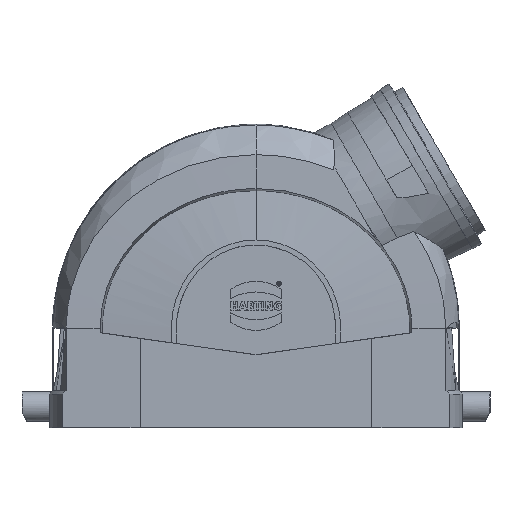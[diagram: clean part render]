
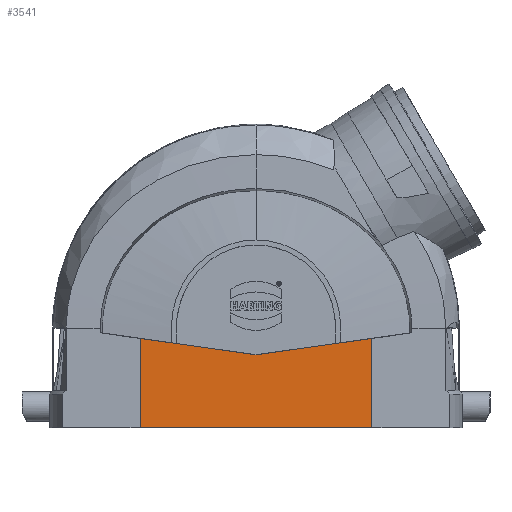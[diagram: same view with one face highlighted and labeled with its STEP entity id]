
A CAD part, front view. The second image highlights one B-rep face of the part: STEP entity #3541.
In plain terms, the highlighted planar face has unit normal (0, -1, 0).
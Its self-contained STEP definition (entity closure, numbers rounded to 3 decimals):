
#1459=LINE('',#15147,#2133);
#1513=LINE('',#15513,#2187);
#1515=LINE('',#15527,#2189);
#1516=LINE('',#15529,#2190);
#1517=LINE('',#15531,#2191);
#2133=VECTOR('',#9876,1.);
#2187=VECTOR('',#9996,1.);
#2189=VECTOR('',#10000,1.);
#2190=VECTOR('',#10001,1.);
#2191=VECTOR('',#10002,1.);
#2706=FACE_OUTER_BOUND('',#4112,.T.);
#3253=PLANE('',#9009);
#3541=ADVANCED_FACE('',(#2706),#3253,.F.);
#4112=EDGE_LOOP('',(#5091,#5092,#5093,#5094,#5095));
#5091=ORIENTED_EDGE('',*,*,#7904,.T.);
#5092=ORIENTED_EDGE('',*,*,#7816,.T.);
#5093=ORIENTED_EDGE('',*,*,#7908,.T.);
#5094=ORIENTED_EDGE('',*,*,#7909,.T.);
#5095=ORIENTED_EDGE('',*,*,#7910,.T.);
#7032=VERTEX_POINT('',#15146);
#7033=VERTEX_POINT('',#15148);
#7095=VERTEX_POINT('',#15514);
#7098=VERTEX_POINT('',#15528);
#7099=VERTEX_POINT('',#15530);
#7816=EDGE_CURVE('',#7033,#7032,#1459,.T.);
#7904=EDGE_CURVE('',#7095,#7033,#1513,.T.);
#7908=EDGE_CURVE('',#7032,#7098,#1515,.T.);
#7909=EDGE_CURVE('',#7098,#7099,#1516,.T.);
#7910=EDGE_CURVE('',#7099,#7095,#1517,.T.);
#9009=AXIS2_PLACEMENT_3D('',#15532,#10003,#10004);
#9876=DIRECTION('',(1.,0.,0.));
#9996=DIRECTION('',(0.,0.,-1.));
#10000=DIRECTION('',(0.,0.,1.));
#10001=DIRECTION('',(-0.99,0.,-0.139));
#10002=DIRECTION('',(-0.99,0.,0.139));
#10003=DIRECTION('',(0.,1.,0.));
#10004=DIRECTION('',(-1.,0.,0.));
#15146=CARTESIAN_POINT('',(34.17,-22.5,-10.15));
#15147=CARTESIAN_POINT('',(-34.17,-22.5,-10.15));
#15148=CARTESIAN_POINT('',(-34.17,-22.5,-10.15));
#15513=CARTESIAN_POINT('',(-34.17,-22.5,19.3));
#15514=CARTESIAN_POINT('',(-34.17,-22.5,16.239));
#15527=CARTESIAN_POINT('',(34.17,-22.5,19.3));
#15528=CARTESIAN_POINT('',(34.17,-22.5,16.239));
#15529=CARTESIAN_POINT('',(34.592,-22.5,16.298));
#15530=CARTESIAN_POINT('',(0.,-22.5,11.437));
#15531=CARTESIAN_POINT('',(-34.592,-22.5,16.298));
#15532=CARTESIAN_POINT('',(-34.17,-22.5,19.3));
